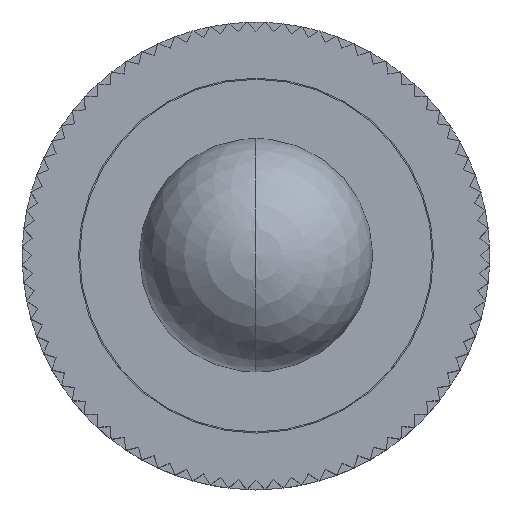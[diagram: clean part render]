
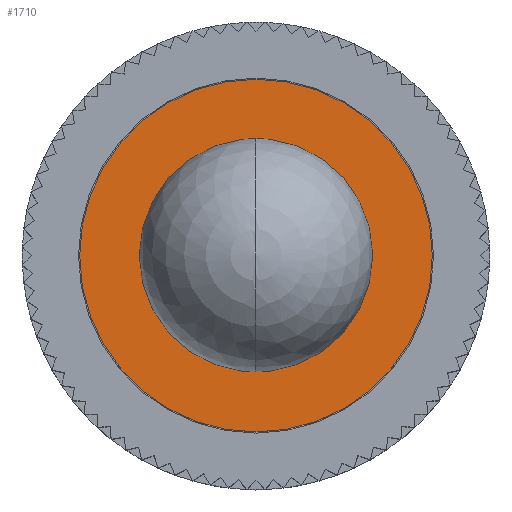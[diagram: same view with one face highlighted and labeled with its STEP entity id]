
A CAD part, top view. The second image highlights one B-rep face of the part: STEP entity #1710.
In plain terms, the highlighted planar face has unit normal (0, 0, 1).
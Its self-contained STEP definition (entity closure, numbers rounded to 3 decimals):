
#1710=ADVANCED_FACE('',(#3458,#3459),#3460,.F.);
#3458=FACE_BOUND('',#5247,.T.);
#3459=FACE_OUTER_BOUND('',#5248,.T.);
#3460=PLANE('',#5249);
#5247=EDGE_LOOP('',(#10474,#10475));
#5248=EDGE_LOOP('',(#10476,#10477));
#5249=AXIS2_PLACEMENT_3D('',#10478,#10479,#10480);
#10474=ORIENTED_EDGE('',*,*,#12487,.T.);
#10475=ORIENTED_EDGE('',*,*,#11880,.T.);
#10476=ORIENTED_EDGE('',*,*,#11107,.F.);
#10477=ORIENTED_EDGE('',*,*,#12823,.F.);
#10478=CARTESIAN_POINT('',(0.0,0.,0.));
#10479=DIRECTION('',(0.,0.,-1.0));
#10480=DIRECTION('',(0.0,1.0,0.));
#11107=EDGE_CURVE('',#13425,#13428,#13429,.T.);
#11880=EDGE_CURVE('',#14746,#14744,#14747,.T.);
#12487=EDGE_CURVE('',#14744,#14746,#15575,.T.);
#12823=EDGE_CURVE('',#13428,#13425,#15975,.T.);
#13425=VERTEX_POINT('',#16695);
#13428=VERTEX_POINT('',#16699);
#13429=CIRCLE('',#16700,3.775);
#14744=VERTEX_POINT('',#18470);
#14746=VERTEX_POINT('',#18473);
#14747=CIRCLE('',#18474,1.75);
#15575=CIRCLE('',#19603,1.75);
#15975=CIRCLE('',#20129,3.775);
#16695=CARTESIAN_POINT('',(0.0,3.775,0.));
#16699=CARTESIAN_POINT('',(0.,-3.775,0.));
#16700=AXIS2_PLACEMENT_3D('',#20720,#20721,#20722);
#18470=CARTESIAN_POINT('',(0.0,1.75,0.));
#18473=CARTESIAN_POINT('',(0.,-1.75,0.));
#18474=AXIS2_PLACEMENT_3D('',#21779,#21780,#21781);
#19603=AXIS2_PLACEMENT_3D('',#22542,#22543,#22544);
#20129=AXIS2_PLACEMENT_3D('',#22944,#22945,#22946);
#20720=CARTESIAN_POINT('',(0.0,0.,0.));
#20721=DIRECTION('',(0.,0.,-1.0));
#20722=DIRECTION('',(0.,1.0,0.));
#21779=CARTESIAN_POINT('',(0.0,0.,0.));
#21780=DIRECTION('',(0.,0.,-1.0));
#21781=DIRECTION('',(0.0,1.0,0.));
#22542=CARTESIAN_POINT('',(0.0,0.,0.));
#22543=DIRECTION('',(0.,0.,-1.0));
#22544=DIRECTION('',(0.0,1.0,0.));
#22944=CARTESIAN_POINT('',(0.0,0.,0.));
#22945=DIRECTION('',(0.,0.,-1.0));
#22946=DIRECTION('',(0.,1.0,0.));
